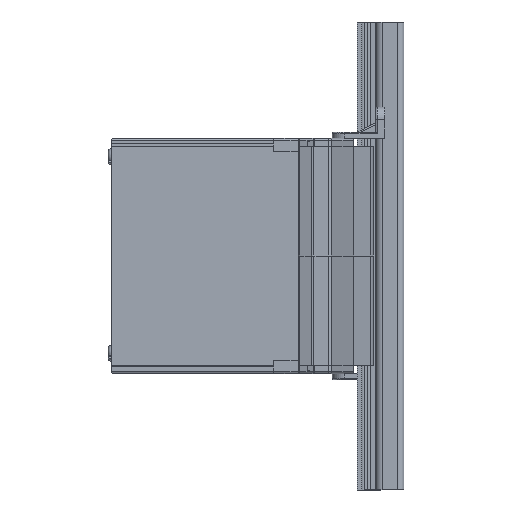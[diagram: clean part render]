
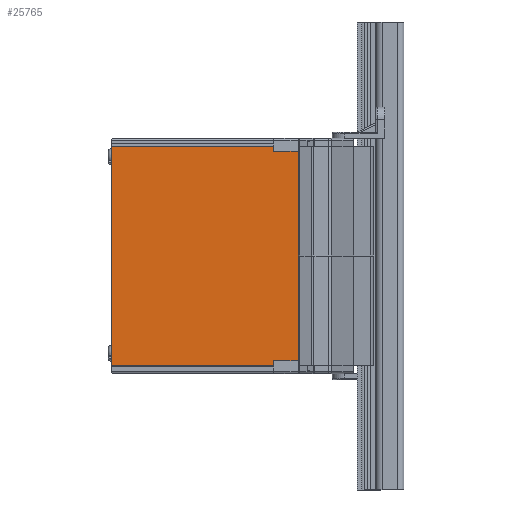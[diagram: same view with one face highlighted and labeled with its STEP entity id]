
A CAD part, left-side view. The second image highlights one B-rep face of the part: STEP entity #25765.
In plain terms, the highlighted planar face has unit normal (-1, 0, 0.002).
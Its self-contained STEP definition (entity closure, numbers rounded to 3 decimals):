
#1458 = FACE_OUTER_BOUND ( 'NONE', #8347, .T. ) ;
#2359 = VERTEX_POINT ( 'NONE', #22328 ) ;
#3216 = LINE ( 'NONE', #12070, #18968 ) ;
#3475 = CARTESIAN_POINT ( 'NONE',  ( -35., -31., 0. ) ) ;
#3953 = DIRECTION ( 'NONE',  ( 0., -1., 0. ) ) ;
#5374 = VECTOR ( 'NONE', #17023, 1000. ) ;
#6438 = CARTESIAN_POINT ( 'NONE',  ( -35., -31., -71.5 ) ) ;
#8347 = EDGE_LOOP ( 'NONE', ( #17990, #18152, #26470, #11740 ) ) ;
#8598 = PLANE ( 'NONE',  #15933 ) ;
#8643 = VERTEX_POINT ( 'NONE', #16917 ) ;
#9246 = CARTESIAN_POINT ( 'NONE',  ( -35., 31., -71.5 ) ) ;
#9253 = EDGE_CURVE ( 'NONE', #2359, #23549, #3216, .T. ) ;
#11018 = CARTESIAN_POINT ( 'NONE',  ( -35., 31., -71.5 ) ) ;
#11740 = ORIENTED_EDGE ( 'NONE', *, *, #11751, .T. ) ;
#11751 = EDGE_CURVE ( 'NONE', #29473, #23549, #27008, .T. ) ;
#12070 = CARTESIAN_POINT ( 'NONE',  ( -35., 31., 0. ) ) ;
#12552 = LINE ( 'NONE', #23251, #16320 ) ;
#13834 = VECTOR ( 'NONE', #30862, 1000. ) ;
#15325 = LINE ( 'NONE', #9246, #13834 ) ;
#15933 = AXIS2_PLACEMENT_3D ( 'NONE', #11018, #27708, #30235 ) ;
#16320 = VECTOR ( 'NONE', #3953, 1000. ) ;
#16917 = CARTESIAN_POINT ( 'NONE',  ( -35., 31., -71.5 ) ) ;
#17023 = DIRECTION ( 'NONE',  ( 0., 0., 1. ) ) ;
#17990 = ORIENTED_EDGE ( 'NONE', *, *, #9253, .F. ) ;
#18152 = ORIENTED_EDGE ( 'NONE', *, *, #23143, .F. ) ;
#18968 = VECTOR ( 'NONE', #26244, 1000. ) ;
#22328 = CARTESIAN_POINT ( 'NONE',  ( -35., 31., 0. ) ) ;
#23143 = EDGE_CURVE ( 'NONE', #8643, #2359, #15325, .T. ) ;
#23251 = CARTESIAN_POINT ( 'NONE',  ( -35., 31., -71.5 ) ) ;
#23549 = VERTEX_POINT ( 'NONE', #3475 ) ;
#24085 = CARTESIAN_POINT ( 'NONE',  ( -35., -31., -71.5 ) ) ;
#25765 = ADVANCED_FACE ( 'NONE', ( #1458 ), #8598, .T. ) ;
#26244 = DIRECTION ( 'NONE',  ( 0., -1., 0. ) ) ;
#26470 = ORIENTED_EDGE ( 'NONE', *, *, #28055, .T. ) ;
#27008 = LINE ( 'NONE', #24085, #5374 ) ;
#27708 = DIRECTION ( 'NONE',  ( -1., 0., 0. ) ) ;
#28055 = EDGE_CURVE ( 'NONE', #8643, #29473, #12552, .T. ) ;
#29473 = VERTEX_POINT ( 'NONE', #6438 ) ;
#30235 = DIRECTION ( 'NONE',  ( 0., 0., 1. ) ) ;
#30862 = DIRECTION ( 'NONE',  ( 0., 0., 1. ) ) ;
